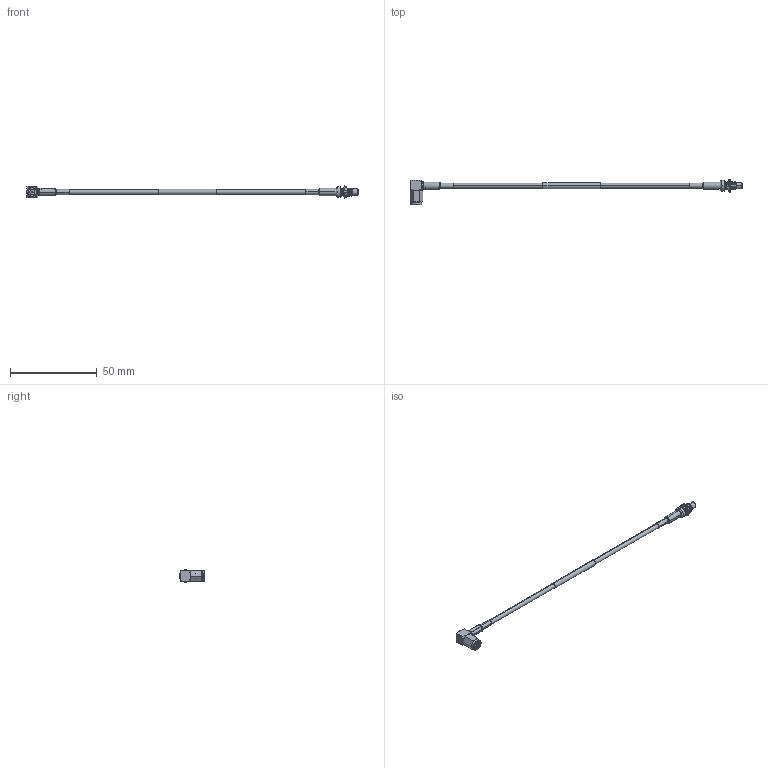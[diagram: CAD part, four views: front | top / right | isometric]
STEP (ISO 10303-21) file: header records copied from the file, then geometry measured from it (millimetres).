
FILE_DESCRIPTION (( 'STEP AP214' ), '1' );
FILE_NAME ('FMC00952_3D.step', '2023-02-23T03:34:34', ( '' ), ( '' ), 'SwSTEP 2.0', 'SolidWorks 2022', '' );
FILE_SCHEMA (( 'AUTOMOTIVE_DESIGN' ));
Length unit declared in the file: inch
Products named in the file (5): FMC00952_3D; SC8803^FMC00952; heat shrink^FMC00952_conn 1; FMCN1547^FMC00952; RG174^FMC00952
Assembly tree (5 placements, depth 2):
  FMC00952_3D
    RG174^FMC00952
    SC8803^FMC00952
    heat shrink^FMC00952_conn 1  x2
    FMCN1547^FMC00952
Bounding box: 191.7 x 14.59 x 7.11 mm (x, y, z)
Volume: 1828.5 mm3; surface area: 4522.6 mm2
Topology: 12 solids, 12 shells, 2007 faces, 4613 edges, 2651 vertices
Faces by surface type: bspline 1017, cylinder 481, plane 398, cone 95, torus 16
Entity records: 105771 total; most frequent: CARTESIAN_POINT 71958, ORIENTED_EDGE 9138, EDGE_CURVE 4569, DIRECTION 4473, VERTEX_POINT 2627, EDGE_LOOP 2024, ADVANCED_FACE 1985, FACE_OUTER_BOUND 1985
